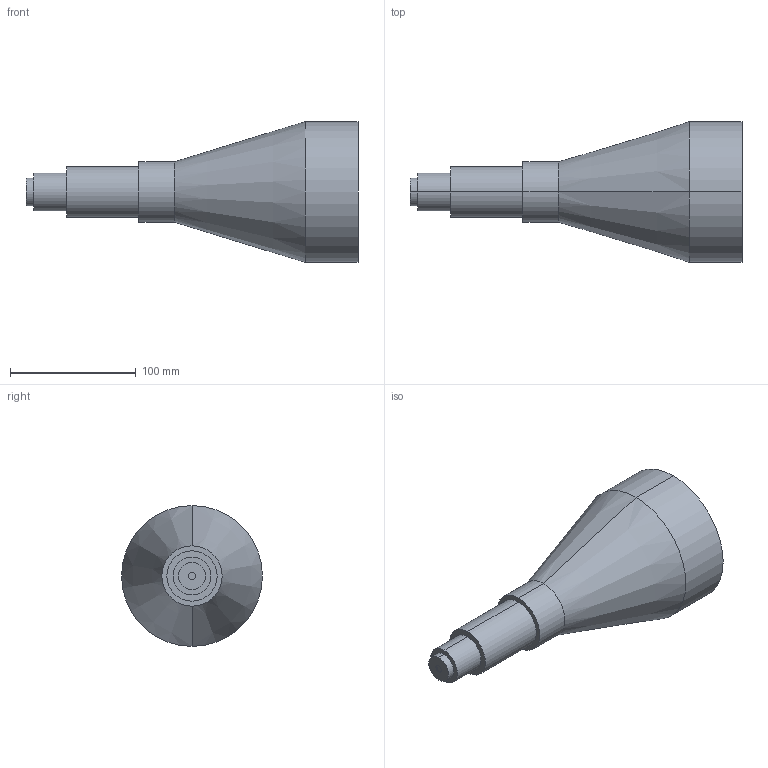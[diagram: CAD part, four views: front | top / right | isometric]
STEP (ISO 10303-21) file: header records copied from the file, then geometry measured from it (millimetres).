
FILE_DESCRIPTION (( 'STEP AP214' ), '1' );
FILE_NAME ('450062.STEP', '2025-11-19T05:39:06', ( '' ), ( '' ), 'SwSTEP 2.0', 'SolidWorks 2020', '' );
FILE_SCHEMA (( 'AUTOMOTIVE_DESIGN' ));
Length unit declared in the file: millimetre
Products named in the file (1): 450062
Bounding box: 264.12 x 112 x 112 mm (x, y, z)
Volume: 1100803.8 mm3; surface area: 68503.1 mm2
Topology: 1 solids, 1 shells, 23 faces, 44 edges, 28 vertices
Faces by surface type: cylinder 14, plane 7, cone 2
Entity records: 628 total; most frequent: DIRECTION 120, CARTESIAN_POINT 96, ORIENTED_EDGE 88, AXIS2_PLACEMENT_3D 52, EDGE_CURVE 44, EDGE_LOOP 28, CIRCLE 28, VERTEX_POINT 28
